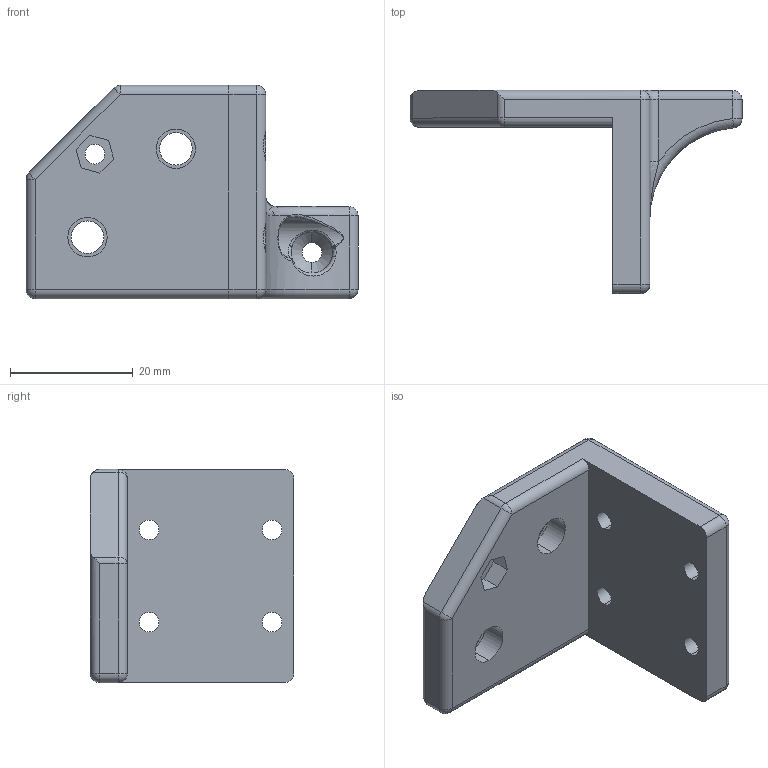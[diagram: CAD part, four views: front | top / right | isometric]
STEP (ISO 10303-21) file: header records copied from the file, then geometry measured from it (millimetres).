
FILE_DESCRIPTION (( 'STEP AP214' ), '1' );
FILE_NAME ('idlerBBottom.STEP', '2025-03-03T08:18:04', ( '' ), ( '' ), 'SwSTEP 2.0', 'SolidWorks 2024', '' );
FILE_SCHEMA (( 'AUTOMOTIVE_DESIGN' ));
Length unit declared in the file: millimetre
Products named in the file (1): idlerBBottom
Bounding box: 54 x 33.05 x 34.7 mm (x, y, z)
Volume: 13946.4 mm3; surface area: 6392.9 mm2
Topology: 1 solids, 1 shells, 108 faces, 269 edges, 150 vertices
Faces by surface type: cylinder 49, plane 20, sphere 14, bspline 12, cone 10, torus 3
Entity records: 5040 total; most frequent: CARTESIAN_POINT 1348, DIRECTION 541, ORIENTED_EDGE 510, EDGE_CURVE 255, AXIS2_PLACEMENT_3D 219, VERTEX_POINT 148, EDGE_LOOP 123, CIRCLE 122
